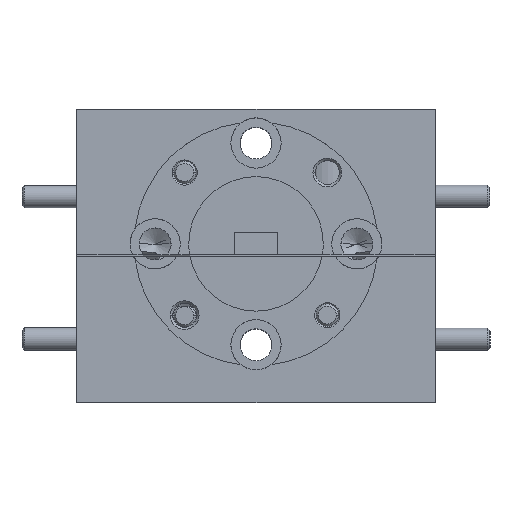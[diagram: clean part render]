
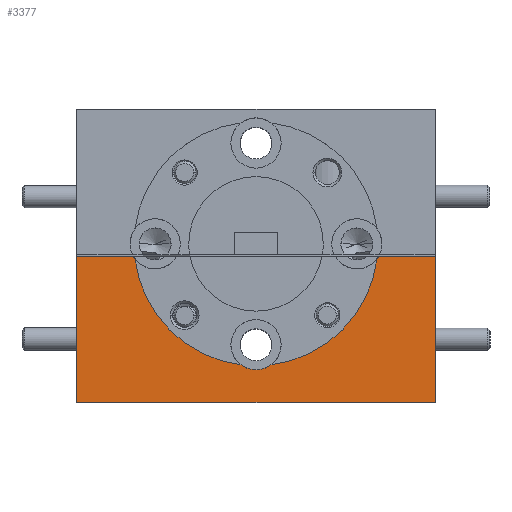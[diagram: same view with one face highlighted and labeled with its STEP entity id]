
A CAD part, top view. The second image highlights one B-rep face of the part: STEP entity #3377.
In plain terms, the highlighted planar face has unit normal (0, 0, 1).
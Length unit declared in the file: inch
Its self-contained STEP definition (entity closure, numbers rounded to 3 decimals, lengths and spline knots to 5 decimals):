
#66 = ORIENTED_EDGE ( 'NONE', *, *, #11429, .T. ) ;
#213 = VECTOR ( 'NONE', #7975, 39.37008 ) ;
#430 = AXIS2_PLACEMENT_3D ( 'NONE', #16185, #5871, #14921 ) ;
#629 = CARTESIAN_POINT ( 'NONE',  ( 0.93073, 0.00657, 1.1702 ) ) ;
#665 = CARTESIAN_POINT ( 'NONE',  ( 0.93073, 0.41257, 1.1702 ) ) ;
#904 = ORIENTED_EDGE ( 'NONE', *, *, #4475, .F. ) ;
#977 = VERTEX_POINT ( 'NONE', #14998 ) ;
#1736 = AXIS2_PLACEMENT_3D ( 'NONE', #11248, #15167, #9004 ) ;
#1837 = CARTESIAN_POINT ( 'NONE',  ( -0.06927, 0.00657, 1.1702 ) ) ;
#1981 = VERTEX_POINT ( 'NONE', #5032 ) ;
#2031 = CIRCLE ( 'NONE', #430, 0.34 ) ;
#2129 = EDGE_CURVE ( 'NONE', #4436, #5294, #2031, .T. ) ;
#2174 = VECTOR ( 'NONE', #3805, 39.37008 ) ;
#2507 = CARTESIAN_POINT ( 'NONE',  ( 0.93073, 0.41257, 1.1702 ) ) ;
#2793 = CIRCLE ( 'NONE', #1736, 0.07 ) ;
#3068 = ORIENTED_EDGE ( 'NONE', *, *, #7592, .F. ) ;
#3080 = LINE ( 'NONE', #1837, #213 ) ;
#3255 = EDGE_CURVE ( 'NONE', #1981, #9236, #14602, .T. ) ;
#3377 = ADVANCED_FACE ( 'NONE', ( #11355 ), #10194, .F. ) ;
#3805 = DIRECTION ( 'NONE',  ( -1., 0., 0. ) ) ;
#3858 = CIRCLE ( 'NONE', #13166, 0.07 ) ;
#4064 = ORIENTED_EDGE ( 'NONE', *, *, #13113, .T. ) ;
#4126 = CARTESIAN_POINT ( 'NONE',  ( 0.93073, 0.00657, 1.1702 ) ) ;
#4436 = VERTEX_POINT ( 'NONE', #13623 ) ;
#4475 = EDGE_CURVE ( 'NONE', #15114, #4436, #3858, .T. ) ;
#4640 = CARTESIAN_POINT ( 'NONE',  ( 0.93073, 0.41257, 1.1702 ) ) ;
#4645 = EDGE_CURVE ( 'NONE', #1981, #16007, #7867, .T. ) ;
#4711 = CARTESIAN_POINT ( 'NONE',  ( 0.47249, 0.11064, 1.1702 ) ) ;
#5032 = CARTESIAN_POINT ( 'NONE',  ( 0.93073, 0.00657, 1.1702 ) ) ;
#5294 = VERTEX_POINT ( 'NONE', #12265 ) ;
#5305 = CARTESIAN_POINT ( 'NONE',  ( 0.43073, 0.16682, 1.1702 ) ) ;
#5323 = CARTESIAN_POINT ( 'NONE',  ( 0.76815, 0.4063, 1.1702 ) ) ;
#5532 = VECTOR ( 'NONE', #12064, 39.37008 ) ;
#5871 = DIRECTION ( 'NONE',  ( 0., 0., 1. ) ) ;
#6050 = DIRECTION ( 'NONE',  ( 1., 0., 0. ) ) ;
#6465 = DIRECTION ( 'NONE',  ( 1., 0., 0. ) ) ;
#6601 = AXIS2_PLACEMENT_3D ( 'NONE', #5305, #15451, #10704 ) ;
#6964 = DIRECTION ( 'NONE',  ( -1., 0., 0. ) ) ;
#7140 = CIRCLE ( 'NONE', #6601, 0.07 ) ;
#7529 = ORIENTED_EDGE ( 'NONE', *, *, #11573, .F. ) ;
#7530 = DIRECTION ( 'NONE',  ( 0., 0., -1. ) ) ;
#7535 = CARTESIAN_POINT ( 'NONE',  ( 0.14948, 0.44807, 1.1702 ) ) ;
#7543 = VERTEX_POINT ( 'NONE', #4711 ) ;
#7592 = EDGE_CURVE ( 'NONE', #11298, #977, #2793, .T. ) ;
#7867 = LINE ( 'NONE', #9030, #2174 ) ;
#7975 = DIRECTION ( 'NONE',  ( 0., 1., 0. ) ) ;
#8477 = LINE ( 'NONE', #665, #5532 ) ;
#8638 = ORIENTED_EDGE ( 'NONE', *, *, #3255, .T. ) ;
#9004 = DIRECTION ( 'NONE',  ( 1., 0., 0. ) ) ;
#9030 = CARTESIAN_POINT ( 'NONE',  ( 0.93073, 0.00657, 1.1702 ) ) ;
#9057 = ORIENTED_EDGE ( 'NONE', *, *, #2129, .F. ) ;
#9236 = VERTEX_POINT ( 'NONE', #2507 ) ;
#9431 = DIRECTION ( 'NONE',  ( 0., 1., 0. ) ) ;
#9657 = ORIENTED_EDGE ( 'NONE', *, *, #11741, .F. ) ;
#9778 = LINE ( 'NONE', #4640, #12753 ) ;
#9896 = ORIENTED_EDGE ( 'NONE', *, *, #11305, .F. ) ;
#10019 = CARTESIAN_POINT ( 'NONE',  ( 0.08915, 0.41257, 1.1702 ) ) ;
#10112 = CARTESIAN_POINT ( 'NONE',  ( 0.43073, 0.44807, 1.1702 ) ) ;
#10194 = PLANE ( 'NONE',  #13260 ) ;
#10626 = CARTESIAN_POINT ( 'NONE',  ( -0.06927, 0.00657, 1.1702 ) ) ;
#10704 = DIRECTION ( 'NONE',  ( 1., 0., 0. ) ) ;
#11248 = CARTESIAN_POINT ( 'NONE',  ( 0.71198, 0.44807, 1.1702 ) ) ;
#11298 = VERTEX_POINT ( 'NONE', #5323 ) ;
#11305 = EDGE_CURVE ( 'NONE', #16007, #14136, #3080, .T. ) ;
#11355 = FACE_OUTER_BOUND ( 'NONE', #16044, .T. ) ;
#11372 = CARTESIAN_POINT ( 'NONE',  ( -0.06927, 0.41257, 1.1702 ) ) ;
#11429 = EDGE_CURVE ( 'NONE', #15114, #14136, #8477, .T. ) ;
#11573 = EDGE_CURVE ( 'NONE', #7543, #11298, #11916, .T. ) ;
#11645 = AXIS2_PLACEMENT_3D ( 'NONE', #10112, #15117, #6465 ) ;
#11741 = EDGE_CURVE ( 'NONE', #5294, #7543, #7140, .T. ) ;
#11916 = CIRCLE ( 'NONE', #11645, 0.34 ) ;
#12064 = DIRECTION ( 'NONE',  ( -1., 0., 0. ) ) ;
#12265 = CARTESIAN_POINT ( 'NONE',  ( 0.38896, 0.11064, 1.1702 ) ) ;
#12753 = VECTOR ( 'NONE', #6964, 39.37008 ) ;
#13113 = EDGE_CURVE ( 'NONE', #9236, #977, #9778, .T. ) ;
#13166 = AXIS2_PLACEMENT_3D ( 'NONE', #7535, #13865, #6050 ) ;
#13260 = AXIS2_PLACEMENT_3D ( 'NONE', #4126, #7530, #15277 ) ;
#13623 = CARTESIAN_POINT ( 'NONE',  ( 0.0933, 0.4063, 1.1702 ) ) ;
#13865 = DIRECTION ( 'NONE',  ( 0., 0., 1. ) ) ;
#14051 = VECTOR ( 'NONE', #9431, 39.37008 ) ;
#14136 = VERTEX_POINT ( 'NONE', #11372 ) ;
#14554 = ORIENTED_EDGE ( 'NONE', *, *, #4645, .F. ) ;
#14602 = LINE ( 'NONE', #629, #14051 ) ;
#14921 = DIRECTION ( 'NONE',  ( 1., 0., 0. ) ) ;
#14998 = CARTESIAN_POINT ( 'NONE',  ( 0.77231, 0.41257, 1.1702 ) ) ;
#15114 = VERTEX_POINT ( 'NONE', #10019 ) ;
#15117 = DIRECTION ( 'NONE',  ( 0., 0., 1. ) ) ;
#15167 = DIRECTION ( 'NONE',  ( 0., 0., 1. ) ) ;
#15277 = DIRECTION ( 'NONE',  ( 1., 0., 0. ) ) ;
#15451 = DIRECTION ( 'NONE',  ( 0., 0., 1. ) ) ;
#16007 = VERTEX_POINT ( 'NONE', #10626 ) ;
#16044 = EDGE_LOOP ( 'NONE', ( #4064, #3068, #7529, #9657, #9057, #904, #66, #9896, #14554, #8638 ) ) ;
#16185 = CARTESIAN_POINT ( 'NONE',  ( 0.43073, 0.44807, 1.1702 ) ) ;
